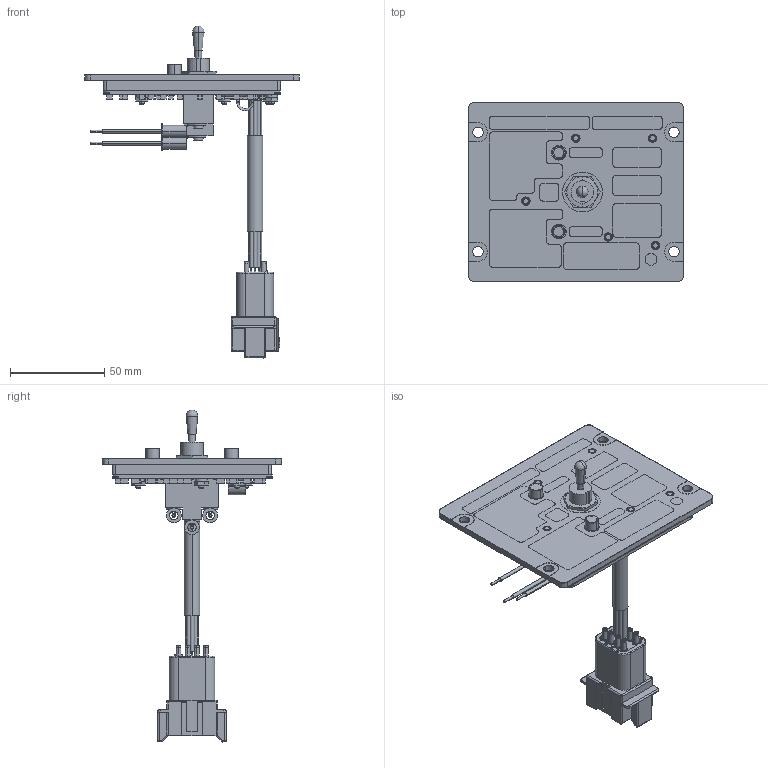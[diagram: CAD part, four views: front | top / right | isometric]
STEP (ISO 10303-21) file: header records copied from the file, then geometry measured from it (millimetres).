
FILE_DESCRIPTION((''),'2;1');
FILE_NAME('3050457-XX-XX_ASM','2019-01-22T',('PSmith'),(''),'PRO/ENGINEER BY PARAMETRIC TECHNOLOGY CORPORATION, 2012360','PRO/ENGINEER BY PARAMETRIC TECHNOLOGY CORPORATION, 2012360','');
FILE_SCHEMA(('CONFIG_CONTROL_DESIGN'));
Length unit declared in the file: inch
Products named in the file (24): 3006217-01; 4050902; 3006218-01; 4070158_AF0; PCB-PUMP-SHIFT_AF0_ASM; PLUG; 4080158A_ASM; 4012023; 4008047; 4008048; 4008094; 4007028; 4008134; 4012010-0; 4007028-SCREWS; 4008080; 4090158A_ASM; 4050889; 4050907; 3006223-05; 4004061; 000-15-32-HEX-HONEY; 4012079; 3050457-XX-XX_ASM
Assembly tree (48 placements, depth 5):
  3050457-XX-XX_ASM
    3006217-01
    4050902  x5
    3006218-01
    4090158A_ASM
      4080158A_ASM
        PCB-PUMP-SHIFT_AF0_ASM
          4070158_AF0
        PLUG
      4012023
      4008047
      4008048
      4008094  x7
      4007028
      4008134  x3
      4012010-0  x3
      4007028-SCREWS  x3
      4008080
    4050889  x5
    4050907  x5
    3006223-05
    4004061  x2
    000-15-32-HEX-HONEY
    4012079
Bounding box: 114.3 x 95.25 x 176.52 mm (x, y, z)
Volume: 88394 mm3; surface area: 97237.2 mm2
Topology: 177 solids, 177 shells, 2933 faces, 11155 edges, 12281 vertices
Faces by surface type: plane 1755, cylinder 564, extrusion 238, cone 190, torus 126, bspline 50, sphere 10
Entity records: 96251 total; most frequent: CARTESIAN_POINT 27566, DIRECTION 13611, ORIENTED_EDGE 11468, VECTOR 7083, LINE 6845, EDGE_CURVE 5734, VERTEX_POINT 3780, AXIS2_PLACEMENT_3D 3264
